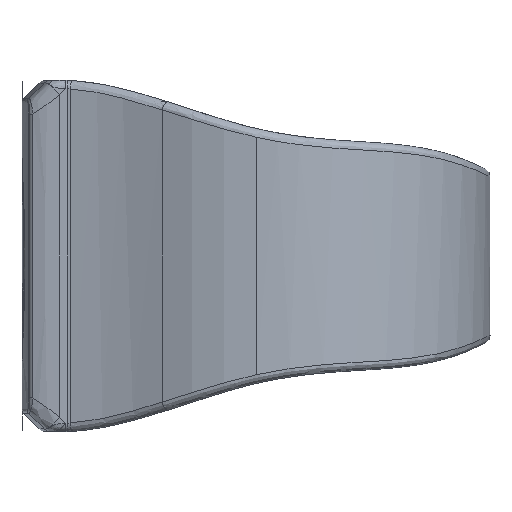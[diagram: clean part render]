
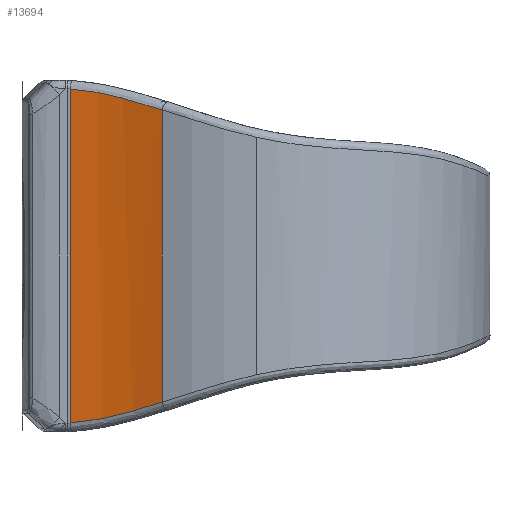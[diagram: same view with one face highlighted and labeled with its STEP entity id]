
A CAD part, left-side view. The second image highlights one B-rep face of the part: STEP entity #13694.
In plain terms, the highlighted free-form (B-spline) face has degree [2, 1] with [3, 2] control points.
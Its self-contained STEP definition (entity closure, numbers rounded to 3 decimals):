
#13653 = VERTEX_POINT('',#13654);
#13654 = CARTESIAN_POINT('',(-15.825,6.936,
    -10.774));
#13669 = VERTEX_POINT('',#13670);
#13670 = CARTESIAN_POINT('',(-15.825,6.936,
    10.774));
#13683 = EDGE_CURVE('',#13669,#13653,#13684,.T.);
#13684 = B_SPLINE_CURVE_WITH_KNOTS('',1,(#13685,#13686),.UNSPECIFIED.,
  .F.,.F.,(2,2),(-17.794,-2.206),
  .PIECEWISE_BEZIER_KNOTS.);
#13685 = CARTESIAN_POINT('',(-15.825,6.936,
    10.774));
#13686 = CARTESIAN_POINT('',(-15.825,6.936,
    -10.774));
#13694 = ADVANCED_FACE('',(#13695),#13729,.F.);
#13695 = FACE_BOUND('',#13696,.F.);
#13696 = EDGE_LOOP('',(#13697,#13710,#13711,#13724));
#13697 = ORIENTED_EDGE('',*,*,#13698,.F.);
#13698 = EDGE_CURVE('',#13669,#13699,#13701,.T.);
#13699 = VERTEX_POINT('',#13700);
#13700 = CARTESIAN_POINT('',(-13.84,13.714,
    12.322));
#13701 = B_SPLINE_CURVE_WITH_KNOTS('',3,(#13702,#13703,#13704,#13705,
    #13706,#13707,#13708,#13709),.UNSPECIFIED.,.F.,.F.,(4,2,2,4),(
    0.,0.003,0.004,
    0.005),.UNSPECIFIED.);
#13702 = CARTESIAN_POINT('',(-15.825,6.936,
    10.774));
#13703 = CARTESIAN_POINT('',(-15.359,8.,
    11.121));
#13704 = CARTESIAN_POINT('',(-14.96,9.09,
    11.459));
#13705 = CARTESIAN_POINT('',(-14.462,10.78,
    11.882));
#13706 = CARTESIAN_POINT('',(-14.312,11.354,
    12.009));
#13707 = CARTESIAN_POINT('',(-14.048,12.523,
    12.212));
#13708 = CARTESIAN_POINT('',(-13.935,13.114,
    12.288));
#13709 = CARTESIAN_POINT('',(-13.84,13.714,
    12.322));
#13710 = ORIENTED_EDGE('',*,*,#13683,.T.);
#13711 = ORIENTED_EDGE('',*,*,#13712,.F.);
#13712 = EDGE_CURVE('',#13713,#13653,#13715,.T.);
#13713 = VERTEX_POINT('',#13714);
#13714 = CARTESIAN_POINT('',(-13.84,13.714,
    -12.322));
#13715 = B_SPLINE_CURVE_WITH_KNOTS('',3,(#13716,#13717,#13718,#13719,
    #13720,#13721,#13722,#13723),.UNSPECIFIED.,.F.,.F.,(4,2,2,4),(0.,
    0.001,0.003,0.005),
  .UNSPECIFIED.);
#13716 = CARTESIAN_POINT('',(-13.84,13.714,
    -12.322));
#13717 = CARTESIAN_POINT('',(-13.935,13.114,
    -12.288));
#13718 = CARTESIAN_POINT('',(-14.048,12.523,
    -12.212));
#13719 = CARTESIAN_POINT('',(-14.312,11.354,
    -12.009));
#13720 = CARTESIAN_POINT('',(-14.462,10.78,
    -11.882));
#13721 = CARTESIAN_POINT('',(-14.96,9.09,
    -11.459));
#13722 = CARTESIAN_POINT('',(-15.359,8.,
    -11.121));
#13723 = CARTESIAN_POINT('',(-15.825,6.936,
    -10.774));
#13724 = ORIENTED_EDGE('',*,*,#13725,.F.);
#13725 = EDGE_CURVE('',#13699,#13713,#13726,.T.);
#13726 = B_SPLINE_CURVE_WITH_KNOTS('',1,(#13727,#13728),.UNSPECIFIED.,
  .F.,.F.,(2,2),(-8.914,8.914),
  .PIECEWISE_BEZIER_KNOTS.);
#13727 = CARTESIAN_POINT('',(-13.84,13.714,
    12.322));
#13728 = CARTESIAN_POINT('',(-13.84,13.714,
    -12.322));
#13729 = ( BOUNDED_SURFACE() B_SPLINE_SURFACE(2,1,(
    (#13730,#13731)
    ,(#13732,#13733)
    ,(#13734,#13735
)),.UNSPECIFIED.,.F.,.F.,.F.) B_SPLINE_SURFACE_WITH_KNOTS((3,3),(2,2),(
    5.87,6.126),(-8.914,8.914),
.PIECEWISE_BEZIER_KNOTS.) GEOMETRIC_REPRESENTATION_ITEM() 
RATIONAL_B_SPLINE_SURFACE((
    (1.,1.)
    ,(0.992,0.992)
,(1.,1.))) REPRESENTATION_ITEM('') SURFACE() );
#13730 = CARTESIAN_POINT('',(-15.825,6.936,
    -12.322));
#13731 = CARTESIAN_POINT('',(-15.825,6.936,
    12.322));
#13732 = CARTESIAN_POINT('',(-14.396,10.197,
    -12.322));
#13733 = CARTESIAN_POINT('',(-14.396,10.197,
    12.322));
#13734 = CARTESIAN_POINT('',(-13.84,13.714,
    -12.322));
#13735 = CARTESIAN_POINT('',(-13.84,13.714,
    12.322));
